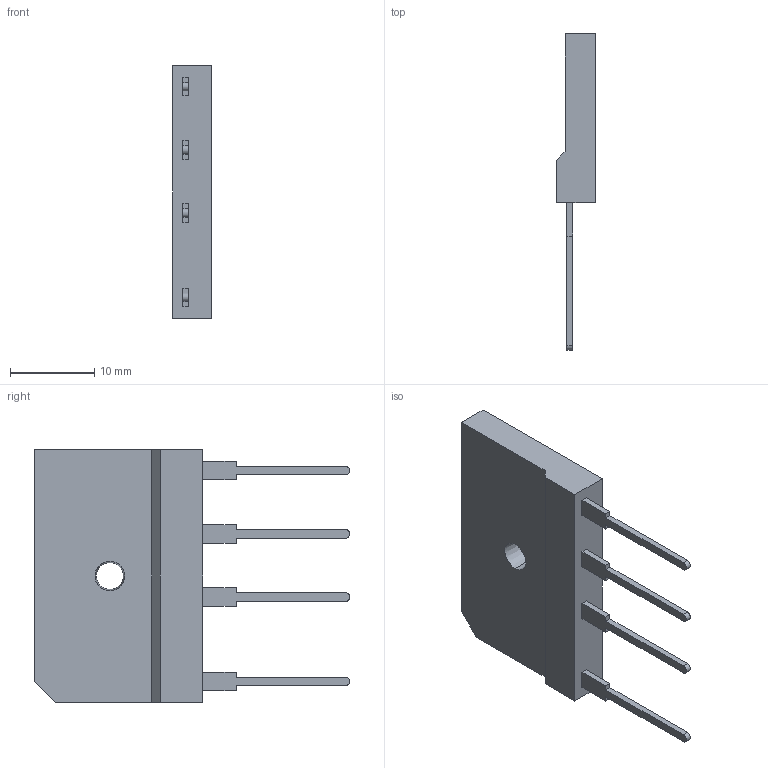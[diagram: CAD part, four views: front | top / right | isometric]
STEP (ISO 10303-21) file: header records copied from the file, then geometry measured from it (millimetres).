
FILE_DESCRIPTION (( 'STEP AP214' ), '1' );
FILE_NAME ('GSIB2580-E3_45.STEP', '2021-07-16T10:55:37', ( '' ), ( '' ), 'SwSTEP 2.0', 'SolidWorks 2018', '' );
FILE_SCHEMA (( 'AUTOMOTIVE_DESIGN' ));
Length unit declared in the file: millimetre
Products named in the file (2): GSIB2580-E3_45
Bounding box: 4.6 x 37.5 x 30 mm (x, y, z)
Volume: 2344.1 mm3; surface area: 1908.8 mm2
Topology: 5 solids, 5 shells, 51 faces, 123 edges, 82 vertices
Faces by surface type: plane 45, cylinder 4, cone 2
Entity records: 2119 total; most frequent: CARTESIAN_POINT 258, ORIENTED_EDGE 246, DIRECTION 241, EDGE_CURVE 123, VECTOR 111, LINE 111, VERTEX_POINT 82, AXIS2_PLACEMENT_3D 65
